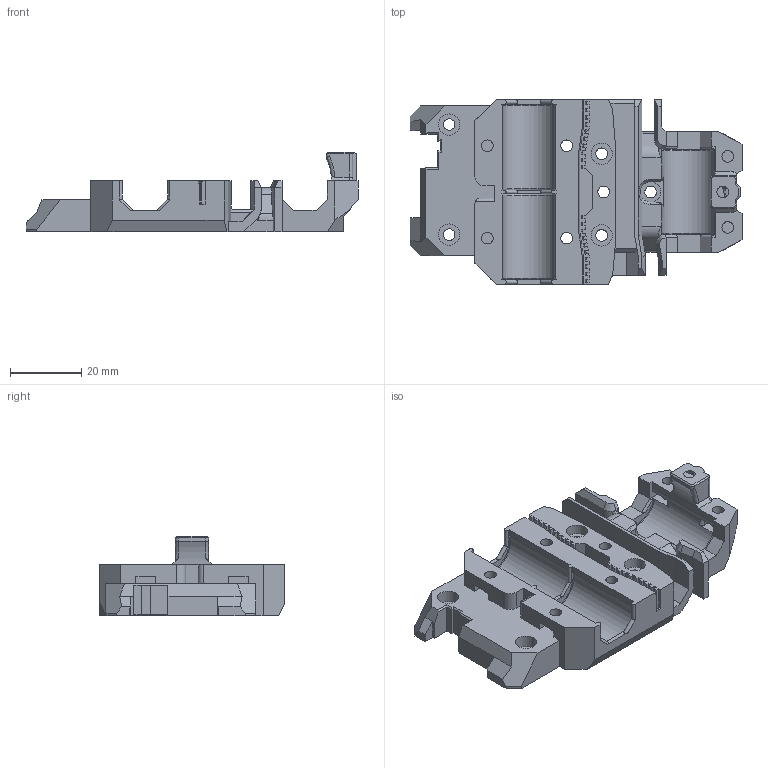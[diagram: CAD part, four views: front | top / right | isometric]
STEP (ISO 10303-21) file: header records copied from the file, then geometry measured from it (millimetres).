
FILE_DESCRIPTION(/* description */ (''),/* implementation_level */ '2;1');
FILE_NAME(/* name */ 'bondtech_mosquito_x_carriage_mk3s.step',/* time_stamp */ '2019-09-20T17:47:04+02:00',/* author */ (''),/* organization */ (''),/* preprocessor_version */ 'ST-DEVELOPER v18',/* originating_system */ 'Autodesk Translation Framework v8.6.0.1094',/* authorisation */ '');
FILE_SCHEMA (('AUTOMOTIVE_DESIGN { 1 0 10303 214 3 1 1 }'));
Length unit declared in the file: millimetre
Products named in the file (1): x_carriage
Bounding box: 93.5 x 52 x 22.4 mm (x, y, z)
Volume: 34991.6 mm3; surface area: 17290.9 mm2
Topology: 1 solids, 25 shells, 716 faces, 1851 edges, 1190 vertices
Faces by surface type: plane 606, cylinder 79, cone 20, torus 8, bspline 3
Full cylindrical faces by diameter (mm): 2.8 x1, 3.25 x2, 3.3 x14, 5.8 x1, 6 x4
Entity records: 21649 total; most frequent: CARTESIAN_POINT 4090, ORIENTED_EDGE 3702, DIRECTION 3447, EDGE_CURVE 1851, LINE 1595, VECTOR 1595, VERTEX_POINT 1190, AXIS2_PLACEMENT_3D 926
